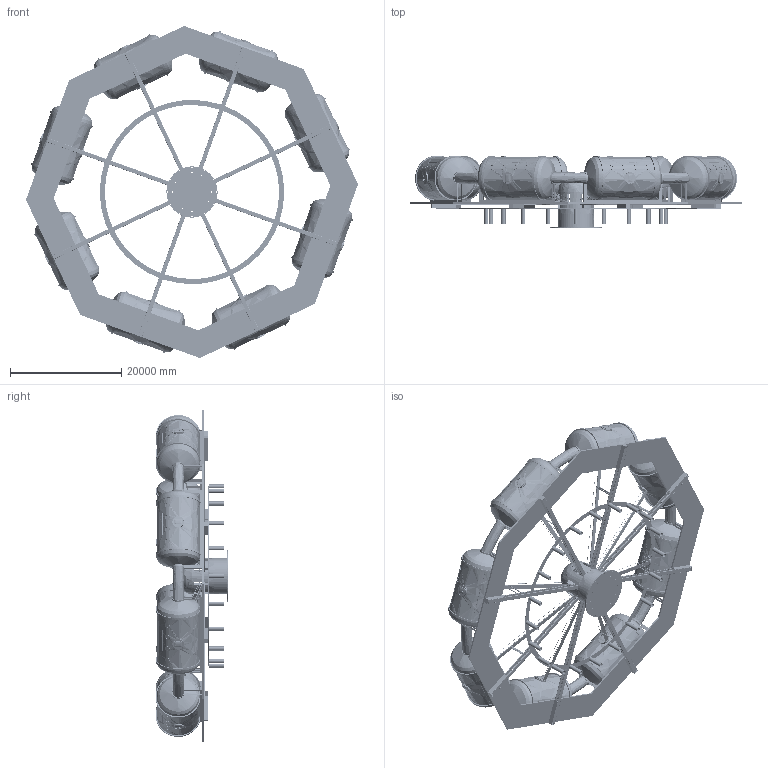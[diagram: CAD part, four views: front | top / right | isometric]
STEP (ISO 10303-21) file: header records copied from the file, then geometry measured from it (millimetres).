
FILE_DESCRIPTION(('FreeCAD Model'),'2;1');
FILE_NAME('Open CASCADE Shape Model','2025-04-27T11:19:19',('FreeCAD'),( 'FreeCAD'),'Open CASCADE STEP processor 7.6','FreeCAD','Unknown');
FILE_SCHEMA(('AUTOMOTIVE_DESIGN { 1 0 10303 214 1 1 1 1 }'));
Products named in the file (1): Open CASCADE STEP translator 7.6 1
Bounding box: 59660.45 x 13059.45 x 59660.45 mm (x, y, z)
Volume: 332410375852.7 mm3; surface area: 11370978187.9 mm2
Topology: 71 solids, 816 shells, 6163 faces, 27555 edges, 21944 vertices
Faces by surface type: bspline 6163
Entity records: 860654 total; most frequent: CARTESIAN_POINT 726293, ORIENTED_EDGE 38606, EDGE_CURVE 27483, VERTEX_POINT 21944, B_SPLINE_CURVE_WITH_KNOTS 21367, FACE_BOUND 7267, EDGE_LOOP 7267, ADVANCED_FACE 6163
